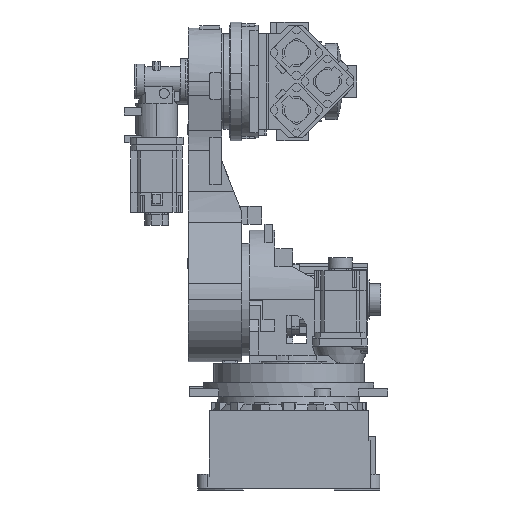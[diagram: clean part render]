
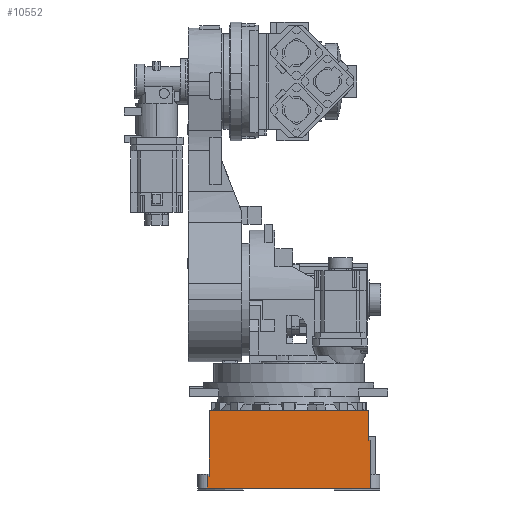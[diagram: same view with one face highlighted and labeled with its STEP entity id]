
A CAD part, left-side view. The second image highlights one B-rep face of the part: STEP entity #10552.
In plain terms, the highlighted planar face has unit normal (-1, 0, 0).
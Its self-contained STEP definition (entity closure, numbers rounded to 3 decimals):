
#1321 = ORIENTED_EDGE ( 'NONE', *, *, #34383, .T. ) ;
#1987 = DIRECTION ( 'NONE',  ( 0., -1., 0. ) ) ;
#3720 = VERTEX_POINT ( 'NONE', #5215 ) ;
#3918 = ORIENTED_EDGE ( 'NONE', *, *, #27016, .F. ) ;
#4034 = ORIENTED_EDGE ( 'NONE', *, *, #35044, .T. ) ;
#5215 = CARTESIAN_POINT ( 'NONE',  ( -415., 35., -205. ) ) ;
#6022 = VERTEX_POINT ( 'NONE', #29595 ) ;
#6310 = VECTOR ( 'NONE', #42059, 1000. ) ;
#6885 = LINE ( 'NONE', #42009, #6310 ) ;
#7061 = LINE ( 'NONE', #21504, #41096 ) ;
#7475 = LINE ( 'NONE', #38697, #38907 ) ;
#7768 = ORIENTED_EDGE ( 'NONE', *, *, #26825, .T. ) ;
#8423 = VERTEX_POINT ( 'NONE', #40139 ) ;
#8498 = VECTOR ( 'NONE', #22557, 1000. ) ;
#8520 = VERTEX_POINT ( 'NONE', #44275 ) ;
#10552 = ADVANCED_FACE ( 'NONE', ( #23981 ), #41216, .T. ) ;
#12713 = DIRECTION ( 'NONE',  ( 0., 1., 0. ) ) ;
#12802 = CARTESIAN_POINT ( 'NONE',  ( -415., -19.275, 200. ) ) ;
#13466 = LINE ( 'NONE', #31650, #23759 ) ;
#15614 = ORIENTED_EDGE ( 'NONE', *, *, #27552, .T. ) ;
#16710 = VECTOR ( 'NONE', #1987, 1000. ) ;
#20275 = ORIENTED_EDGE ( 'NONE', *, *, #35502, .T. ) ;
#20889 = VECTOR ( 'NONE', #12713, 1000. ) ;
#21504 = CARTESIAN_POINT ( 'NONE',  ( -415., 200., -250.346 ) ) ;
#21607 = DIRECTION ( 'NONE',  ( 0., 0., -1. ) ) ;
#21996 = LINE ( 'NONE', #12802, #20889 ) ;
#22114 = ORIENTED_EDGE ( 'NONE', *, *, #35248, .T. ) ;
#22476 = CARTESIAN_POINT ( 'NONE',  ( -415., 35., -200. ) ) ;
#22557 = DIRECTION ( 'NONE',  ( 0., 0., -1. ) ) ;
#22696 = CARTESIAN_POINT ( 'NONE',  ( -415., 35., -250.346 ) ) ;
#22967 = ORIENTED_EDGE ( 'NONE', *, *, #27335, .T. ) ;
#23759 = VECTOR ( 'NONE', #27377, 1000. ) ;
#23981 = FACE_OUTER_BOUND ( 'NONE', #36560, .T. ) ;
#24987 = VECTOR ( 'NONE', #36414, 1000. ) ;
#25646 = LINE ( 'NONE', #22696, #8498 ) ;
#26437 = LINE ( 'NONE', #40555, #16710 ) ;
#26825 = EDGE_CURVE ( 'NONE', #39327, #8423, #7475, .T. ) ;
#27016 = EDGE_CURVE ( 'NONE', #27757, #8423, #13466, .T. ) ;
#27335 = EDGE_CURVE ( 'NONE', #3720, #39327, #26437, .T. ) ;
#27377 = DIRECTION ( 'NONE',  ( 0., -1., 0. ) ) ;
#27552 = EDGE_CURVE ( 'NONE', #8520, #32880, #6885, .T. ) ;
#27757 = VERTEX_POINT ( 'NONE', #37733 ) ;
#28368 = LINE ( 'NONE', #36172, #24987 ) ;
#29595 = CARTESIAN_POINT ( 'NONE',  ( -415., 200., 200. ) ) ;
#31650 = CARTESIAN_POINT ( 'NONE',  ( -415., -23.33, 205. ) ) ;
#32880 = VERTEX_POINT ( 'NONE', #22476 ) ;
#34383 = EDGE_CURVE ( 'NONE', #39514, #6022, #21996, .T. ) ;
#35044 = EDGE_CURVE ( 'NONE', #27757, #39514, #28368, .T. ) ;
#35248 = EDGE_CURVE ( 'NONE', #32880, #3720, #25646, .T. ) ;
#35502 = EDGE_CURVE ( 'NONE', #6022, #8520, #7061, .T. ) ;
#36172 = CARTESIAN_POINT ( 'NONE',  ( -415., 125., -250.346 ) ) ;
#36414 = DIRECTION ( 'NONE',  ( 0., 0., -1. ) ) ;
#36560 = EDGE_LOOP ( 'NONE', ( #22114, #22967, #7768, #3918, #4034, #1321, #20275, #15614 ) ) ;
#36604 = CARTESIAN_POINT ( 'NONE',  ( -415., 125., 200. ) ) ;
#37733 = CARTESIAN_POINT ( 'NONE',  ( -415., 125., 205. ) ) ;
#38697 = CARTESIAN_POINT ( 'NONE',  ( -415., 5., 0. ) ) ;
#38907 = VECTOR ( 'NONE', #44667, 1000. ) ;
#39327 = VERTEX_POINT ( 'NONE', #41263 ) ;
#39514 = VERTEX_POINT ( 'NONE', #36604 ) ;
#40139 = CARTESIAN_POINT ( 'NONE',  ( -415., 5., 205. ) ) ;
#40555 = CARTESIAN_POINT ( 'NONE',  ( -415., -19.275, -205. ) ) ;
#40634 = DIRECTION ( 'NONE',  ( 0., 0., 1. ) ) ;
#40689 = DIRECTION ( 'NONE',  ( -1., 0., 0. ) ) ;
#40910 = AXIS2_PLACEMENT_3D ( 'NONE', #40922, #40689, #40634 ) ;
#40922 = CARTESIAN_POINT ( 'NONE',  ( -415., -19.275, -250.346 ) ) ;
#41096 = VECTOR ( 'NONE', #21607, 1000. ) ;
#41216 = PLANE ( 'NONE',  #40910 ) ;
#41263 = CARTESIAN_POINT ( 'NONE',  ( -415., 5., -205. ) ) ;
#42009 = CARTESIAN_POINT ( 'NONE',  ( -415., -19.275, -200. ) ) ;
#42059 = DIRECTION ( 'NONE',  ( 0., -1., 0. ) ) ;
#44275 = CARTESIAN_POINT ( 'NONE',  ( -415., 200., -200. ) ) ;
#44667 = DIRECTION ( 'NONE',  ( 0., 0., 1. ) ) ;
